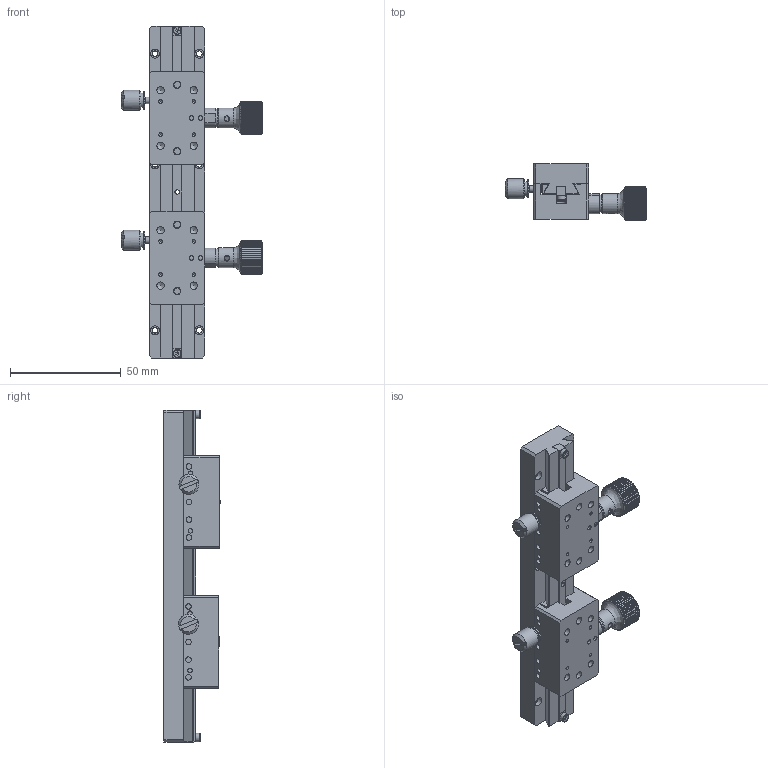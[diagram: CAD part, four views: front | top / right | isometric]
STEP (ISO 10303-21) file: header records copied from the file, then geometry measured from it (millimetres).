
FILE_DESCRIPTION (( 'STEP AP203' ), '1' );
FILE_NAME ('528730.STEP', '2024-10-14T08:45:30', ( 'Windows User' ), ( 'P R C' ), 'SwSTEP 2.0', 'SolidWorks 2020', '' );
FILE_SCHEMA (( 'CONFIG_CONTROL_DESIGN' ));
Products named in the file (1): 528730
Bounding box: 63.81 x 25.4 x 150 mm (x, y, z)
Volume: 73826.6 mm3; surface area: 37789.6 mm2
Topology: 21 solids, 21 shells, 2379 faces, 6481 edges, 4237 vertices
Faces by surface type: plane 1553, bspline 405, cylinder 257, cone 164
Full cylindrical faces by diameter (mm): 1.6 x10, 2 x2, 2.05 x11, 2.3 x2, 2.5 x26, 2.6 x2, 2.9 x3, 2.95 x2, 3 x1, 3.2 x2, 3.3 x12, 3.8 x2, 4 x16, 4.1 x4, 4.5 x4, 5 x3, 6.5 x2, 7 x2, 8 x10, 9 x4
Entity records: 246756 total; most frequent: CARTESIAN_POINT 190982, ORIENTED_EDGE 12470, DIRECTION 9613, EDGE_CURVE 6235, VERTEX_POINT 4170, LINE 4135, VECTOR 4135, EDGE_LOOP 2755
